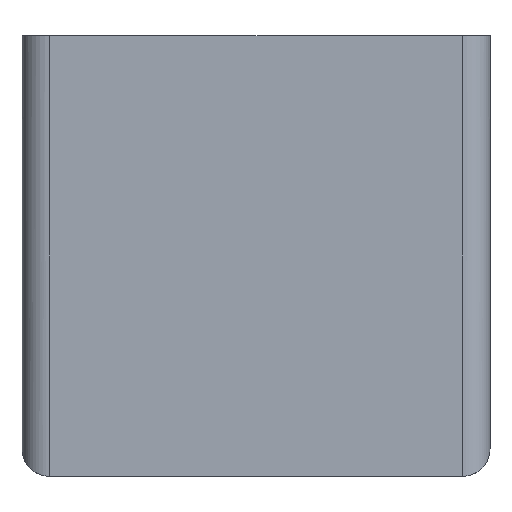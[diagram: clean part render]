
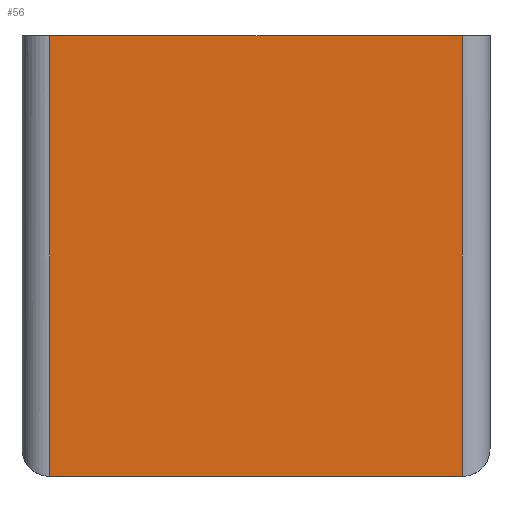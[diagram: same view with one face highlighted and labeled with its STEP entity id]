
A CAD part, left-side view. The second image highlights one B-rep face of the part: STEP entity #56.
In plain terms, the highlighted planar face has unit normal (-1, 0, 0).
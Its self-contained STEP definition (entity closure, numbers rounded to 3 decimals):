
#56=ADVANCED_FACE('',(#128),#130,.F.);
#128=FACE_BOUND('',#129,.T.);
#129=EDGE_LOOP('',(#497,#498,#499,#500));
#130=PLANE('',#131);
#131=AXIS2_PLACEMENT_3D('',#132,#133,#134);
#132=CARTESIAN_POINT('',(-110.,0.,0.));
#133=DIRECTION('',(1.,0.,0.));
#134=DIRECTION('',(0.,1.,0.));
#497=ORIENTED_EDGE('',*,*,#693,.T.);
#498=ORIENTED_EDGE('',*,*,#694,.T.);
#499=ORIENTED_EDGE('',*,*,#695,.F.);
#500=ORIENTED_EDGE('',*,*,#666,.F.);
#666=EDGE_CURVE('',#763,#766,#767,.T.);
#693=EDGE_CURVE('',#763,#819,#820,.T.);
#694=EDGE_CURVE('',#819,#821,#822,.T.);
#695=EDGE_CURVE('',#766,#821,#823,.T.);
#763=VERTEX_POINT('',#931);
#766=VERTEX_POINT('',#936);
#767=LINE('',#937,#938);
#819=VERTEX_POINT('',#1043);
#820=LINE('',#1044,#1045);
#821=VERTEX_POINT('',#1047);
#822=LINE('',#1048,#1049);
#823=LINE('',#1051,#1052);
#931=CARTESIAN_POINT('',(-110.,-75.,0.));
#936=CARTESIAN_POINT('',(-110.,75.,0.));
#937=CARTESIAN_POINT('',(-110.,-75.,0.));
#938=VECTOR('',#939,1.);
#939=DIRECTION('',(0.,1.,0.));
#1043=CARTESIAN_POINT('',(-110.,-75.,160.));
#1044=CARTESIAN_POINT('',(-110.,-75.,0.));
#1045=VECTOR('',#1046,1.);
#1046=DIRECTION('',(0.,0.,1.));
#1047=CARTESIAN_POINT('',(-110.,75.,160.));
#1048=CARTESIAN_POINT('',(-110.,-75.,160.));
#1049=VECTOR('',#1050,1.);
#1050=DIRECTION('',(0.,1.,0.));
#1051=CARTESIAN_POINT('',(-110.,75.,0.));
#1052=VECTOR('',#1053,1.);
#1053=DIRECTION('',(0.,0.,1.));
